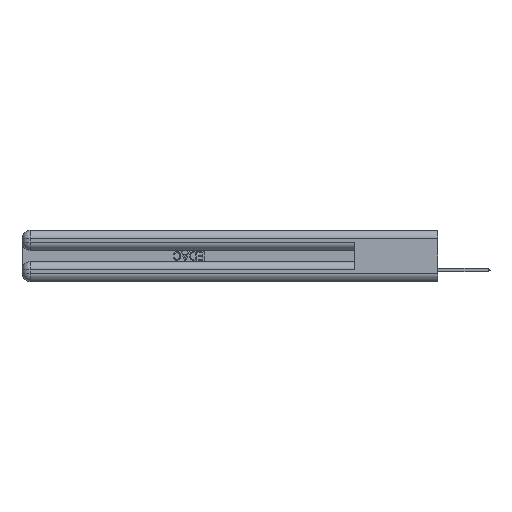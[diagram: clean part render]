
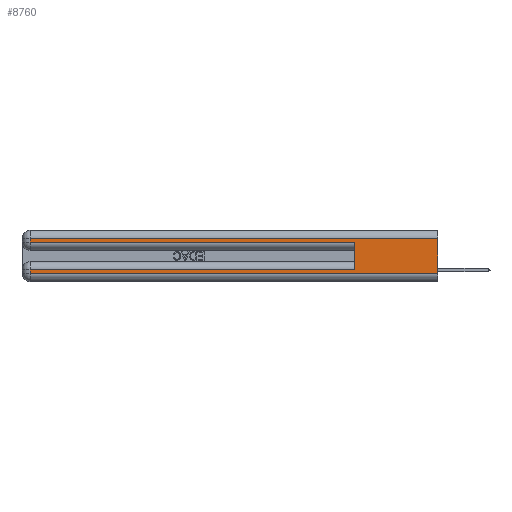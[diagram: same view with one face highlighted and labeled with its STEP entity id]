
A CAD part, left-side view. The second image highlights one B-rep face of the part: STEP entity #8760.
In plain terms, the highlighted planar face has unit normal (-1, 0, 0).
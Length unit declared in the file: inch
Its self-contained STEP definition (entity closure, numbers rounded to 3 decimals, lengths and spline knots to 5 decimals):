
#2361 = CARTESIAN_POINT ( 'NONE',  ( 0., 2.94, 0.085 ) ) ;
#2643 = VERTEX_POINT ( 'NONE', #34480 ) ;
#3657 = LINE ( 'NONE', #27625, #32981 ) ;
#4161 = CARTESIAN_POINT ( 'NONE',  ( 0., 2.94, 0.31 ) ) ;
#5083 = LINE ( 'NONE', #35092, #14824 ) ;
#5137 = VERTEX_POINT ( 'NONE', #14045 ) ;
#6353 = DIRECTION ( 'NONE',  ( 0., 1., 0. ) ) ;
#8079 = FACE_OUTER_BOUND ( 'NONE', #27812, .T. ) ;
#8326 = CARTESIAN_POINT ( 'NONE',  ( 0., 2.94, 0.37 ) ) ;
#8760 = ADVANCED_FACE ( 'NONE', ( #8079 ), #31118, .F. ) ;
#9456 = DIRECTION ( 'NONE',  ( 0., 1., 0. ) ) ;
#9659 = DIRECTION ( 'NONE',  ( 0., 0., -1. ) ) ;
#10000 = EDGE_CURVE ( 'NONE', #11191, #36145, #13496, .T. ) ;
#10609 = EDGE_CURVE ( 'NONE', #11191, #21248, #5083, .T. ) ;
#10733 = VERTEX_POINT ( 'NONE', #2361 ) ;
#10818 = LINE ( 'NONE', #20936, #16666 ) ;
#11191 = VERTEX_POINT ( 'NONE', #26647 ) ;
#12295 = ORIENTED_EDGE ( 'NONE', *, *, #17363, .T. ) ;
#12460 = DIRECTION ( 'NONE',  ( 0., -1., 0. ) ) ;
#12800 = VECTOR ( 'NONE', #31102, 39.37008 ) ;
#13089 = ORIENTED_EDGE ( 'NONE', *, *, #16833, .T. ) ;
#13496 = LINE ( 'NONE', #29504, #34945 ) ;
#14045 = CARTESIAN_POINT ( 'NONE',  ( 0., 0.6, 0.285 ) ) ;
#14766 = CARTESIAN_POINT ( 'NONE',  ( 0., 0., 0.085 ) ) ;
#14824 = VECTOR ( 'NONE', #9659, 39.37008 ) ;
#15710 = VECTOR ( 'NONE', #20414, 39.37008 ) ;
#16014 = LINE ( 'NONE', #26407, #28904 ) ;
#16389 = ORIENTED_EDGE ( 'NONE', *, *, #18959, .F. ) ;
#16420 = LINE ( 'NONE', #8326, #12800 ) ;
#16666 = VECTOR ( 'NONE', #23640, 39.37008 ) ;
#16833 = EDGE_CURVE ( 'NONE', #29322, #5137, #10818, .T. ) ;
#16974 = VECTOR ( 'NONE', #6353, 39.37008 ) ;
#17328 = CARTESIAN_POINT ( 'NONE',  ( 0., 2.94, 0.37 ) ) ;
#17363 = EDGE_CURVE ( 'NONE', #10733, #2643, #23229, .T. ) ;
#17706 = CARTESIAN_POINT ( 'NONE',  ( 0., 0., 0.06 ) ) ;
#18163 = CARTESIAN_POINT ( 'NONE',  ( 0., 2.94, 0.285 ) ) ;
#18959 = EDGE_CURVE ( 'NONE', #36169, #5137, #3657, .T. ) ;
#19912 = EDGE_CURVE ( 'NONE', #2643, #21248, #16014, .T. ) ;
#20414 = DIRECTION ( 'NONE',  ( 0., 0., -1. ) ) ;
#20460 = EDGE_CURVE ( 'NONE', #36145, #29322, #16420, .T. ) ;
#20508 = DIRECTION ( 'NONE',  ( 1., 0., 0. ) ) ;
#20597 = ORIENTED_EDGE ( 'NONE', *, *, #29954, .T. ) ;
#20936 = CARTESIAN_POINT ( 'NONE',  ( 0., 0., 0.285 ) ) ;
#21248 = VERTEX_POINT ( 'NONE', #17706 ) ;
#22824 = CARTESIAN_POINT ( 'NONE',  ( 0., 0., 0.37 ) ) ;
#23229 = LINE ( 'NONE', #17328, #15710 ) ;
#23354 = AXIS2_PLACEMENT_3D ( 'NONE', #22824, #20508, #31599 ) ;
#23640 = DIRECTION ( 'NONE',  ( 0., -1., 0. ) ) ;
#24964 = ORIENTED_EDGE ( 'NONE', *, *, #20460, .T. ) ;
#26407 = CARTESIAN_POINT ( 'NONE',  ( 0., 0., 0.06 ) ) ;
#26647 = CARTESIAN_POINT ( 'NONE',  ( 0., 0., 0.31 ) ) ;
#27625 = CARTESIAN_POINT ( 'NONE',  ( 0., 0.6, 0.145 ) ) ;
#27812 = EDGE_LOOP ( 'NONE', ( #34710, #33799, #24964, #13089, #16389, #20597, #12295, #33253 ) ) ;
#28904 = VECTOR ( 'NONE', #12460, 39.37008 ) ;
#29322 = VERTEX_POINT ( 'NONE', #18163 ) ;
#29504 = CARTESIAN_POINT ( 'NONE',  ( 0., 0., 0.31 ) ) ;
#29954 = EDGE_CURVE ( 'NONE', #36169, #10733, #35184, .T. ) ;
#30755 = DIRECTION ( 'NONE',  ( 0., 0., 1. ) ) ;
#31102 = DIRECTION ( 'NONE',  ( 0., 0., -1. ) ) ;
#31118 = PLANE ( 'NONE',  #23354 ) ;
#31599 = DIRECTION ( 'NONE',  ( 0., 0., -1. ) ) ;
#32494 = CARTESIAN_POINT ( 'NONE',  ( 0., 0.6, 0.085 ) ) ;
#32981 = VECTOR ( 'NONE', #30755, 39.37008 ) ;
#33253 = ORIENTED_EDGE ( 'NONE', *, *, #19912, .T. ) ;
#33799 = ORIENTED_EDGE ( 'NONE', *, *, #10000, .T. ) ;
#34480 = CARTESIAN_POINT ( 'NONE',  ( 0., 2.94, 0.06 ) ) ;
#34710 = ORIENTED_EDGE ( 'NONE', *, *, #10609, .F. ) ;
#34945 = VECTOR ( 'NONE', #9456, 39.37008 ) ;
#35092 = CARTESIAN_POINT ( 'NONE',  ( 0., 0., 0.37 ) ) ;
#35184 = LINE ( 'NONE', #14766, #16974 ) ;
#36145 = VERTEX_POINT ( 'NONE', #4161 ) ;
#36169 = VERTEX_POINT ( 'NONE', #32494 ) ;
